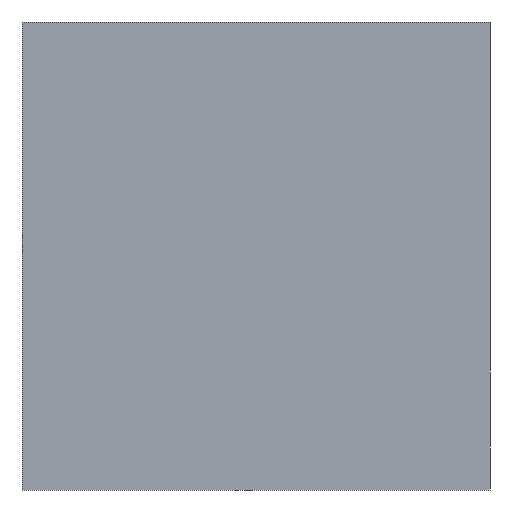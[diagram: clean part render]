
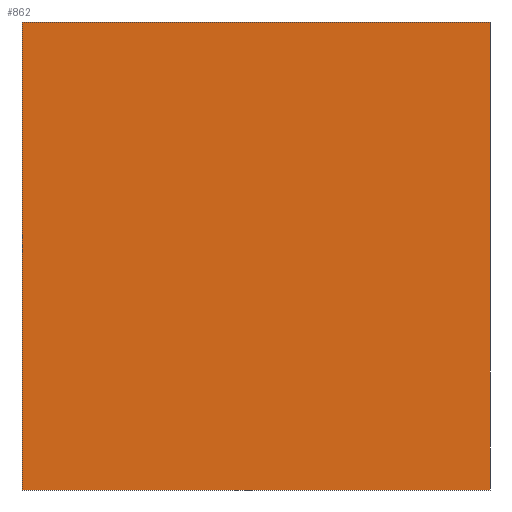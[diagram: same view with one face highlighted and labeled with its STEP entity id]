
A CAD part, front view. The second image highlights one B-rep face of the part: STEP entity #862.
In plain terms, the highlighted planar face has unit normal (0, -1, 0).
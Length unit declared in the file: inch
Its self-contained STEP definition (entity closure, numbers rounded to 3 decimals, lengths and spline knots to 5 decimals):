
#56=FACE_OUTER_BOUND('',#98,.T.);
#98=EDGE_LOOP('',(#775,#776,#777,#778));
#212=LINE('',#1361,#332);
#214=LINE('',#1365,#334);
#217=LINE('',#1370,#337);
#218=LINE('',#1372,#338);
#332=VECTOR('',#1116,0.3937);
#334=VECTOR('',#1120,0.3937);
#337=VECTOR('',#1125,0.3937);
#338=VECTOR('',#1128,0.3937);
#415=VERTEX_POINT('',#1358);
#416=VERTEX_POINT('',#1360);
#417=VERTEX_POINT('',#1364);
#418=VERTEX_POINT('',#1368);
#532=EDGE_CURVE('',#415,#416,#212,.T.);
#534=EDGE_CURVE('',#417,#415,#214,.T.);
#537=EDGE_CURVE('',#418,#417,#217,.T.);
#538=EDGE_CURVE('',#416,#418,#218,.T.);
#775=ORIENTED_EDGE('',*,*,#538,.F.);
#776=ORIENTED_EDGE('',*,*,#532,.F.);
#777=ORIENTED_EDGE('',*,*,#534,.F.);
#778=ORIENTED_EDGE('',*,*,#537,.F.);
#820=PLANE('',#924);
#862=ADVANCED_FACE('',(#56),#820,.F.);
#924=AXIS2_PLACEMENT_3D('',#1373,#1129,#1130);
#1116=DIRECTION('',(0.,0.,1.));
#1120=DIRECTION('',(-1.,0.,0.));
#1125=DIRECTION('',(0.,0.,-1.));
#1128=DIRECTION('',(1.,0.,0.));
#1129=DIRECTION('center_axis',(0.,1.,0.));
#1130=DIRECTION('ref_axis',(0.,0.,1.));
#1358=CARTESIAN_POINT('',(0.,0.,-0.64961));
#1360=CARTESIAN_POINT('',(0.,0.,0.));
#1361=CARTESIAN_POINT('',(0.,0.,-0.64961));
#1364=CARTESIAN_POINT('',(0.64961,0.,-0.64961));
#1365=CARTESIAN_POINT('',(0.64961,0.,-0.64961));
#1368=CARTESIAN_POINT('',(0.64961,0.,0.));
#1370=CARTESIAN_POINT('',(0.64961,0.,0.));
#1372=CARTESIAN_POINT('',(0.,0.,0.));
#1373=CARTESIAN_POINT('Origin',(0.3248,0.,-0.3248));
